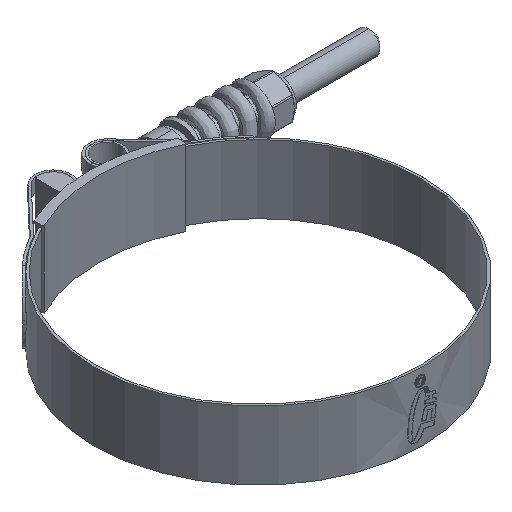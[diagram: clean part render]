
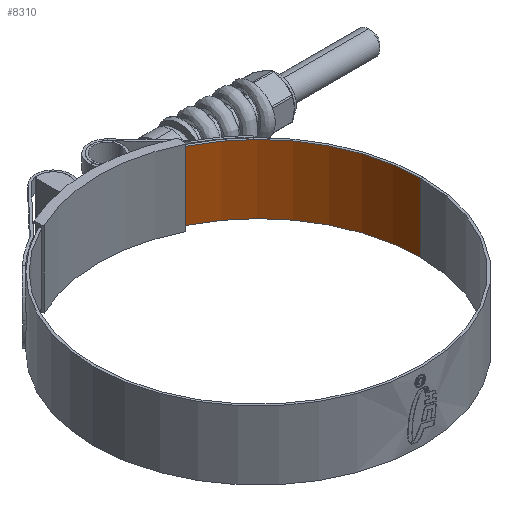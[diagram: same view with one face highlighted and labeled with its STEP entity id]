
A CAD part, isometric view. The second image highlights one B-rep face of the part: STEP entity #8310.
In plain terms, the highlighted cylindrical face has radius 45.2 mm (diameter 90.4 mm), a partial arc.
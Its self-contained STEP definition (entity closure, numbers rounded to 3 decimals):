
#858 = EDGE_CURVE ( 'NONE', #8384, #1159, #13554, .T. ) ;
#1159 = VERTEX_POINT ( 'NONE', #13912 ) ;
#1665 = VERTEX_POINT ( 'NONE', #9770 ) ;
#2097 = CARTESIAN_POINT ( 'NONE',  ( 45.2, 0., 9.55 ) ) ;
#3836 = DIRECTION ( 'NONE',  ( -1., 0., 0. ) ) ;
#3922 = DIRECTION ( 'NONE',  ( 0., 0., -1. ) ) ;
#4000 = FACE_OUTER_BOUND ( 'NONE', #16047, .T. ) ;
#4673 = CARTESIAN_POINT ( 'NONE',  ( 0., 0., 9.55 ) ) ;
#5710 = DIRECTION ( 'NONE',  ( 0., 0., -1. ) ) ;
#7507 = AXIS2_PLACEMENT_3D ( 'NONE', #7860, #3922, #7773 ) ;
#7773 = DIRECTION ( 'NONE',  ( -1., 0., 0. ) ) ;
#7860 = CARTESIAN_POINT ( 'NONE',  ( 0., 0., 9.55 ) ) ;
#8173 = CIRCLE ( 'NONE', #14574, 45.2 ) ;
#8174 = CARTESIAN_POINT ( 'NONE',  ( 6.753, 44.693, 9.55 ) ) ;
#8310 = ADVANCED_FACE ( 'NONE', ( #4000 ), #13112, .F. ) ;
#8384 = VERTEX_POINT ( 'NONE', #2097 ) ;
#9401 = CIRCLE ( 'NONE', #15587, 45.2 ) ;
#9589 = ORIENTED_EDGE ( 'NONE', *, *, #858, .F. ) ;
#9770 = CARTESIAN_POINT ( 'NONE',  ( 6.753, 44.693, -9.55 ) ) ;
#10016 = EDGE_CURVE ( 'NONE', #16029, #1665, #14341, .T. ) ;
#10282 = CARTESIAN_POINT ( 'NONE',  ( 0., 0., -9.55 ) ) ;
#10343 = DIRECTION ( 'NONE',  ( 0., 0., -1. ) ) ;
#10497 = DIRECTION ( 'NONE',  ( 0., 0., -1. ) ) ;
#11278 = VECTOR ( 'NONE', #10497, 1000. ) ;
#11544 = DIRECTION ( 'NONE',  ( 0., 0., -1. ) ) ;
#11811 = EDGE_CURVE ( 'NONE', #16029, #8384, #9401, .T. ) ;
#11887 = ORIENTED_EDGE ( 'NONE', *, *, #11811, .F. ) ;
#11917 = CARTESIAN_POINT ( 'NONE',  ( 6.753, 44.693, 9.55 ) ) ;
#12604 = ORIENTED_EDGE ( 'NONE', *, *, #10016, .T. ) ;
#13112 = CYLINDRICAL_SURFACE ( 'NONE', #7507, 45.2 ) ;
#13407 = EDGE_CURVE ( 'NONE', #1665, #1159, #8173, .T. ) ;
#13554 = LINE ( 'NONE', #14642, #15274 ) ;
#13912 = CARTESIAN_POINT ( 'NONE',  ( 45.2, 0., -9.55 ) ) ;
#14341 = LINE ( 'NONE', #11917, #11278 ) ;
#14574 = AXIS2_PLACEMENT_3D ( 'NONE', #10282, #11544, #3836 ) ;
#14642 = CARTESIAN_POINT ( 'NONE',  ( 45.2, 0., 9.55 ) ) ;
#14983 = DIRECTION ( 'NONE',  ( -1., 0., 0. ) ) ;
#15274 = VECTOR ( 'NONE', #5710, 1000. ) ;
#15587 = AXIS2_PLACEMENT_3D ( 'NONE', #4673, #10343, #14983 ) ;
#15689 = ORIENTED_EDGE ( 'NONE', *, *, #13407, .T. ) ;
#16029 = VERTEX_POINT ( 'NONE', #8174 ) ;
#16047 = EDGE_LOOP ( 'NONE', ( #9589, #11887, #12604, #15689 ) ) ;
